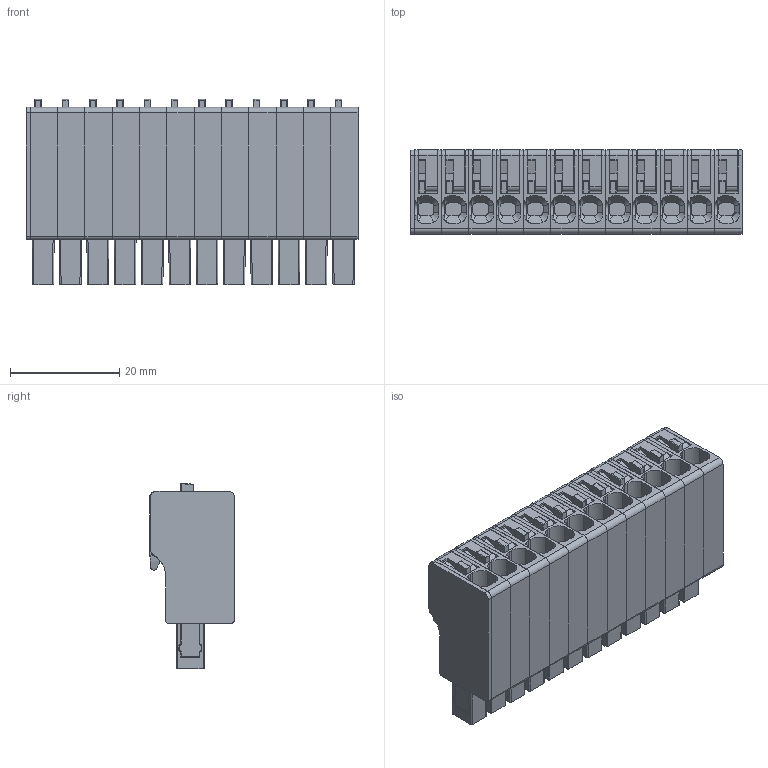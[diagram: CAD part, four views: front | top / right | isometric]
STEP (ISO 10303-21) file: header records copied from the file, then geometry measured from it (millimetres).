
FILE_DESCRIPTION(('CATIA V5R22 STEP214','CAx-IF Rec.Pracs.--- Model Styling and Organization---1.4--- 2014-01-23'),'2;1');
FILE_NAME ('D1463849_1', '2020-08-03T12:32:47+00:00', ('Weidmueller Interface'), ('Weidmueller'), 'CATIA Version 5-6 Release 2016 SP3 HF44', 'CATIA V5 STEP AP214', 'none');
FILE_SCHEMA(('AUTOMOTIVE_DESIGN { 1 0 10303 214 1 1 1 1 }'));
Products named in the file (1): 2741660000
Bounding box: 60.8 x 15.5 x 34 mm (x, y, z)
Volume: 20782.7 mm3; surface area: 22788.8 mm2
Topology: 37 solids, 37 shells, 2833 faces, 7800 edges, 5092 vertices
Faces by surface type: plane 1682, cylinder 966, sphere 96, cone 52, bspline 25, torus 12
Entity records: 92600 total; most frequent: CARTESIAN_POINT 24536, ORIENTED_EDGE 15312, DIRECTION 11506, EDGE_CURVE 7656, VERTEX_POINT 5068, VECTOR 4803, LINE 4803, AXIS2_PLACEMENT_3D 4114
